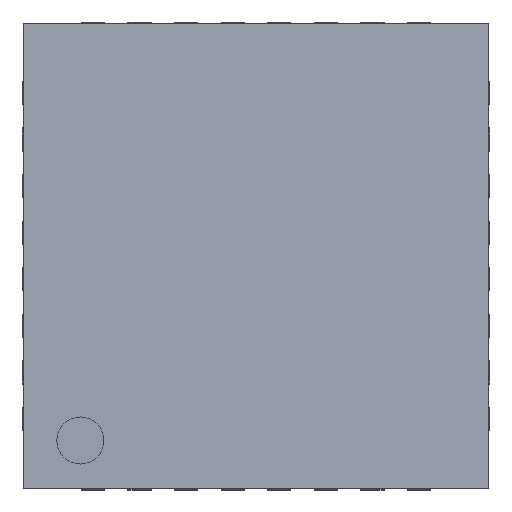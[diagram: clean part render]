
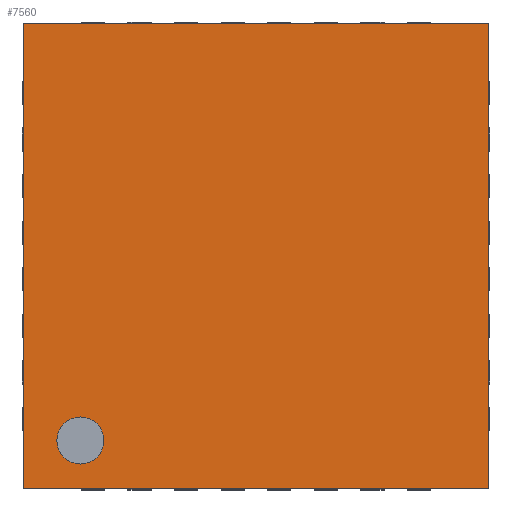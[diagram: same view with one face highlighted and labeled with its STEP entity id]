
A CAD part, top view. The second image highlights one B-rep face of the part: STEP entity #7560.
In plain terms, the highlighted planar face has unit normal (0, 0, 1).
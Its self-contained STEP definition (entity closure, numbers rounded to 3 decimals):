
#143 = CARTESIAN_POINT ( 'NONE',  ( 2., -2., 0.81 ) ) ;
#225 = CARTESIAN_POINT ( 'NONE',  ( -1.508, -1.586, 0.81 ) ) ;
#324 = LINE ( 'NONE', #8497, #3253 ) ;
#754 = PLANE ( 'NONE',  #7003 ) ;
#755 = CARTESIAN_POINT ( 'NONE',  ( 2., -2., 0.81 ) ) ;
#819 = ORIENTED_EDGE ( 'NONE', *, *, #9416, .F. ) ;
#958 = CARTESIAN_POINT ( 'NONE',  ( -2., -2., 0.81 ) ) ;
#992 = CARTESIAN_POINT ( 'NONE',  ( -1.306, -1.586, 0.81 ) ) ;
#1381 = VECTOR ( 'NONE', #3782, 1000. ) ;
#1415 = CARTESIAN_POINT ( 'NONE',  ( -2., -2., 0.81 ) ) ;
#1475 = VERTEX_POINT ( 'NONE', #3391 ) ;
#1678 = EDGE_CURVE ( 'NONE', #3349, #1475, #324, .T. ) ;
#1767 = LINE ( 'NONE', #9287, #5876 ) ;
#1893 = DIRECTION ( 'NONE',  ( 1., 0., 0. ) ) ;
#2284 = DIRECTION ( 'NONE',  ( 0., -1., 0. ) ) ;
#2551 = DIRECTION ( 'NONE',  ( 0., 0., 1. ) ) ;
#3070 = VERTEX_POINT ( 'NONE', #958 ) ;
#3253 = VECTOR ( 'NONE', #9228, 1000. ) ;
#3349 = VERTEX_POINT ( 'NONE', #7706 ) ;
#3391 = CARTESIAN_POINT ( 'NONE',  ( -2., 2., 0.81 ) ) ;
#3451 = CIRCLE ( 'NONE', #7164, 0.202 ) ;
#3639 = DIRECTION ( 'NONE',  ( 0., 0., -1. ) ) ;
#3782 = DIRECTION ( 'NONE',  ( 0., -1., 0. ) ) ;
#3800 = VERTEX_POINT ( 'NONE', #9294 ) ;
#4388 = EDGE_LOOP ( 'NONE', ( #5696, #819 ) ) ;
#4412 = LINE ( 'NONE', #1415, #1381 ) ;
#4658 = ORIENTED_EDGE ( 'NONE', *, *, #5135, .T. ) ;
#4719 = EDGE_CURVE ( 'NONE', #9324, #3349, #7426, .T. ) ;
#4784 = CARTESIAN_POINT ( 'NONE',  ( -1.508, -1.586, 0.81 ) ) ;
#5135 = EDGE_CURVE ( 'NONE', #1475, #3070, #4412, .T. ) ;
#5389 = EDGE_CURVE ( 'NONE', #7687, #3800, #3451, .T. ) ;
#5696 = ORIENTED_EDGE ( 'NONE', *, *, #5389, .F. ) ;
#5841 = DIRECTION ( 'NONE',  ( 0., 1., 0. ) ) ;
#5876 = VECTOR ( 'NONE', #6992, 1000. ) ;
#6169 = EDGE_LOOP ( 'NONE', ( #8365, #8291, #4658, #7396 ) ) ;
#6341 = DIRECTION ( 'NONE',  ( 1., 0., 0. ) ) ;
#6435 = DIRECTION ( 'NONE',  ( 0., 0., 1. ) ) ;
#6500 = AXIS2_PLACEMENT_3D ( 'NONE', #225, #2551, #1893 ) ;
#6678 = VECTOR ( 'NONE', #5841, 1000. ) ;
#6721 = FACE_BOUND ( 'NONE', #4388, .T. ) ;
#6992 = DIRECTION ( 'NONE',  ( 1., 0., 0. ) ) ;
#7003 = AXIS2_PLACEMENT_3D ( 'NONE', #8875, #3639, #2284 ) ;
#7117 = CIRCLE ( 'NONE', #6500, 0.202 ) ;
#7164 = AXIS2_PLACEMENT_3D ( 'NONE', #4784, #6435, #6341 ) ;
#7396 = ORIENTED_EDGE ( 'NONE', *, *, #8706, .T. ) ;
#7426 = LINE ( 'NONE', #143, #6678 ) ;
#7560 = ADVANCED_FACE ( 'NONE', ( #8068, #6721 ), #754, .F. ) ;
#7687 = VERTEX_POINT ( 'NONE', #992 ) ;
#7706 = CARTESIAN_POINT ( 'NONE',  ( 2., 2., 0.81 ) ) ;
#8068 = FACE_OUTER_BOUND ( 'NONE', #6169, .T. ) ;
#8291 = ORIENTED_EDGE ( 'NONE', *, *, #1678, .T. ) ;
#8365 = ORIENTED_EDGE ( 'NONE', *, *, #4719, .T. ) ;
#8497 = CARTESIAN_POINT ( 'NONE',  ( -2., 2., 0.81 ) ) ;
#8706 = EDGE_CURVE ( 'NONE', #3070, #9324, #1767, .T. ) ;
#8875 = CARTESIAN_POINT ( 'NONE',  ( 0., 0., 0.81 ) ) ;
#9228 = DIRECTION ( 'NONE',  ( -1., 0., 0. ) ) ;
#9287 = CARTESIAN_POINT ( 'NONE',  ( -2., -2., 0.81 ) ) ;
#9294 = CARTESIAN_POINT ( 'NONE',  ( -1.71, -1.586, 0.81 ) ) ;
#9324 = VERTEX_POINT ( 'NONE', #755 ) ;
#9416 = EDGE_CURVE ( 'NONE', #3800, #7687, #7117, .T. ) ;
